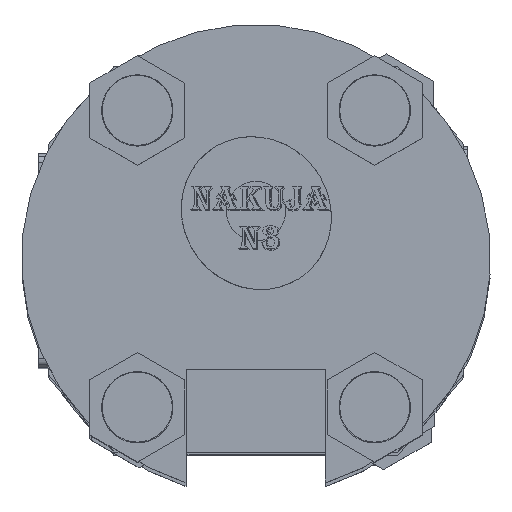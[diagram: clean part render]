
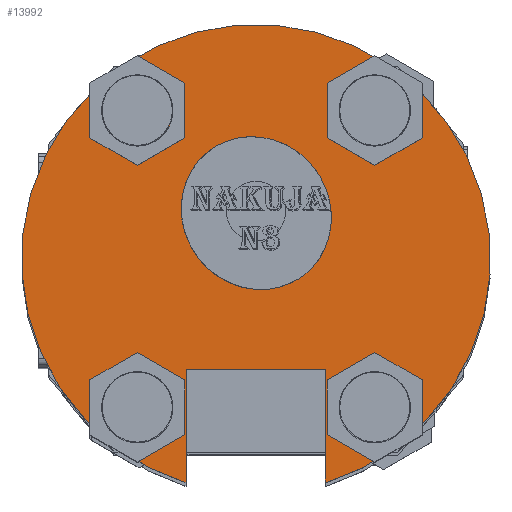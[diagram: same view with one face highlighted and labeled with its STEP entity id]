
A CAD part, top view. The second image highlights one B-rep face of the part: STEP entity #13992.
In plain terms, the highlighted planar face has unit normal (0, 0, 1).
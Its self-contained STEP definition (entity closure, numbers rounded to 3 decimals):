
#1030=FACE_BOUND('',#2336,.T.);
#1031=FACE_BOUND('',#2337,.T.);
#1032=FACE_BOUND('',#2338,.T.);
#1033=FACE_BOUND('',#2339,.T.);
#1034=FACE_BOUND('',#2340,.T.);
#1146=PLANE('',#14899);
#1567=FACE_OUTER_BOUND('',#2335,.T.);
#2335=EDGE_LOOP('',(#9764,#9765,#9766,#9767));
#2336=EDGE_LOOP('',(#9768));
#2337=EDGE_LOOP('',(#9769));
#2338=EDGE_LOOP('',(#9770));
#2339=EDGE_LOOP('',(#9771));
#2340=EDGE_LOOP('',(#9772));
#3185=LINE('',#18605,#4582);
#3189=LINE('',#18613,#4586);
#3193=LINE('',#18624,#4590);
#4582=VECTOR('',#15722,10.);
#4586=VECTOR('',#15728,10.);
#4590=VECTOR('',#15740,10.);
#5972=CIRCLE('',#14874,5.);
#5976=CIRCLE('',#14882,6.);
#5978=CIRCLE('',#14885,6.);
#5980=CIRCLE('',#14888,6.);
#5982=CIRCLE('',#14891,6.);
#5983=CIRCLE('',#14895,39.5);
#6166=VERTEX_POINT('',#18567);
#6170=VERTEX_POINT('',#18581);
#6172=VERTEX_POINT('',#18587);
#6174=VERTEX_POINT('',#18593);
#6176=VERTEX_POINT('',#18599);
#6177=VERTEX_POINT('',#18603);
#6178=VERTEX_POINT('',#18604);
#6181=VERTEX_POINT('',#18612);
#6183=VERTEX_POINT('',#18618);
#7573=EDGE_CURVE('',#6166,#6166,#5972,.T.);
#7579=EDGE_CURVE('',#6170,#6170,#5976,.T.);
#7582=EDGE_CURVE('',#6172,#6172,#5978,.T.);
#7585=EDGE_CURVE('',#6174,#6174,#5980,.T.);
#7588=EDGE_CURVE('',#6176,#6176,#5982,.T.);
#7589=EDGE_CURVE('',#6177,#6178,#3185,.T.);
#7593=EDGE_CURVE('',#6181,#6177,#3189,.T.);
#7596=EDGE_CURVE('',#6183,#6181,#5983,.T.);
#7599=EDGE_CURVE('',#6178,#6183,#3193,.T.);
#9764=ORIENTED_EDGE('',*,*,#7599,.T.);
#9765=ORIENTED_EDGE('',*,*,#7596,.T.);
#9766=ORIENTED_EDGE('',*,*,#7593,.T.);
#9767=ORIENTED_EDGE('',*,*,#7589,.T.);
#9768=ORIENTED_EDGE('',*,*,#7573,.T.);
#9769=ORIENTED_EDGE('',*,*,#7588,.T.);
#9770=ORIENTED_EDGE('',*,*,#7585,.T.);
#9771=ORIENTED_EDGE('',*,*,#7582,.T.);
#9772=ORIENTED_EDGE('',*,*,#7579,.T.);
#13992=ADVANCED_FACE('',(#1567,#1030,#1031,#1032,#1033,#1034),#1146,.T.);
#14874=AXIS2_PLACEMENT_3D('',#18569,#15679,#15680);
#14882=AXIS2_PLACEMENT_3D('',#18583,#15697,#15698);
#14885=AXIS2_PLACEMENT_3D('',#18589,#15704,#15705);
#14888=AXIS2_PLACEMENT_3D('',#18595,#15711,#15712);
#14891=AXIS2_PLACEMENT_3D('',#18601,#15718,#15719);
#14895=AXIS2_PLACEMENT_3D('',#18619,#15733,#15734);
#14899=AXIS2_PLACEMENT_3D('',#18627,#15744,#15745);
#15679=DIRECTION('center_axis',(0.,0.,-1.));
#15680=DIRECTION('ref_axis',(-1.,0.,0.));
#15697=DIRECTION('center_axis',(0.,0.,-1.));
#15698=DIRECTION('ref_axis',(1.,0.,0.));
#15704=DIRECTION('center_axis',(0.,0.,-1.));
#15705=DIRECTION('ref_axis',(1.,0.,0.));
#15711=DIRECTION('center_axis',(0.,0.,-1.));
#15712=DIRECTION('ref_axis',(1.,0.,0.));
#15718=DIRECTION('center_axis',(0.,0.,-1.));
#15719=DIRECTION('ref_axis',(1.,0.,0.));
#15722=DIRECTION('',(1.,0.,0.));
#15728=DIRECTION('',(0.,1.,0.));
#15733=DIRECTION('center_axis',(0.,0.,1.));
#15734=DIRECTION('ref_axis',(1.,0.,0.));
#15740=DIRECTION('',(0.,-1.,0.));
#15744=DIRECTION('center_axis',(0.,0.,1.));
#15745=DIRECTION('ref_axis',(1.,0.,0.));
#18567=CARTESIAN_POINT('',(5.,8.,0.));
#18569=CARTESIAN_POINT('Origin',(0.,8.,0.));
#18581=CARTESIAN_POINT('',(14.,-25.,0.));
#18583=CARTESIAN_POINT('Origin',(20.,-25.,0.));
#18587=CARTESIAN_POINT('',(-26.,-25.,0.));
#18589=CARTESIAN_POINT('Origin',(-20.,-25.,0.));
#18593=CARTESIAN_POINT('',(14.,25.,0.));
#18595=CARTESIAN_POINT('Origin',(20.,25.,0.));
#18599=CARTESIAN_POINT('',(-26.,25.,0.));
#18601=CARTESIAN_POINT('Origin',(-20.,25.,0.));
#18603=CARTESIAN_POINT('',(-11.797,-18.563,0.));
#18604=CARTESIAN_POINT('',(11.618,-18.563,0.));
#18605=CARTESIAN_POINT('',(-11.797,-18.563,0.));
#18612=CARTESIAN_POINT('',(-11.797,-37.697,0.));
#18613=CARTESIAN_POINT('',(-11.797,-37.697,0.));
#18618=CARTESIAN_POINT('',(11.618,-37.753,0.));
#18619=CARTESIAN_POINT('Origin',(0.,0.,0.));
#18624=CARTESIAN_POINT('',(11.618,-18.563,0.));
#18627=CARTESIAN_POINT('Origin',(0.,0.874,0.));
